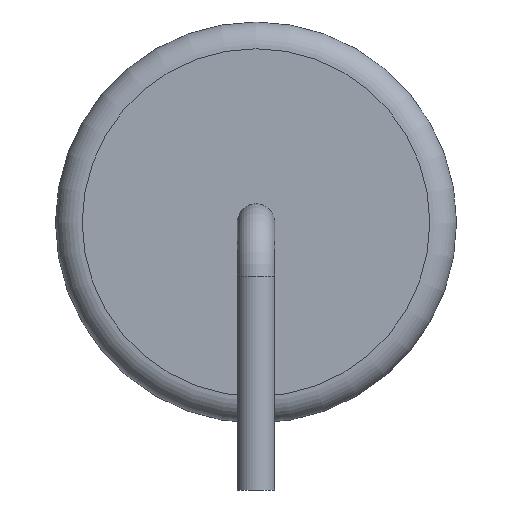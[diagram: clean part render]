
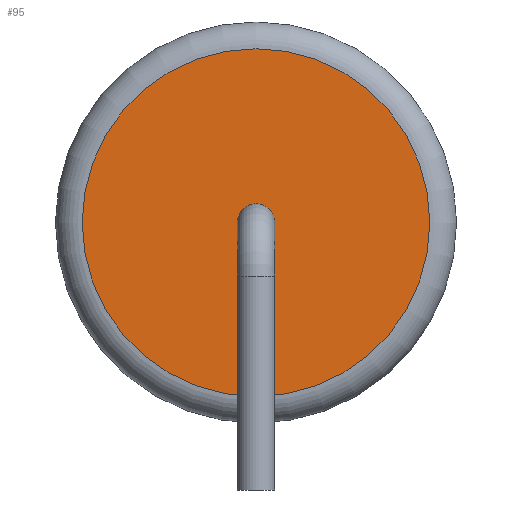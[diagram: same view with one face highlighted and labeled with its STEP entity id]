
A CAD part, front view. The second image highlights one B-rep face of the part: STEP entity #95.
In plain terms, the highlighted planar face has unit normal (0, -1, 0).
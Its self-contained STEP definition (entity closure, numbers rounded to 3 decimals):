
#73 = VERTEX_POINT('',#74);
#74 = CARTESIAN_POINT('',(0.,-12.05,8.3));
#84 = EDGE_CURVE('',#73,#73,#85,.T.);
#85 = CIRCLE('',#86,0.7);
#86 = AXIS2_PLACEMENT_3D('',#87,#88,#89);
#87 = CARTESIAN_POINT('',(0.,-12.05,7.6));
#88 = DIRECTION('',(0.,1.,0.));
#89 = DIRECTION('',(0.,0.,1.));
#95 = ADVANCED_FACE('',(#96,#107),#110,.T.);
#96 = FACE_BOUND('',#97,.T.);
#97 = EDGE_LOOP('',(#98));
#98 = ORIENTED_EDGE('',*,*,#99,.T.);
#99 = EDGE_CURVE('',#100,#100,#102,.T.);
#100 = VERTEX_POINT('',#101);
#101 = CARTESIAN_POINT('',(6.5,-12.05,7.6));
#102 = CIRCLE('',#103,6.5);
#103 = AXIS2_PLACEMENT_3D('',#104,#105,#106);
#104 = CARTESIAN_POINT('',(0.,-12.05,7.6));
#105 = DIRECTION('',(0.,-1.,0.));
#106 = DIRECTION('',(1.,0.,0.));
#107 = FACE_BOUND('',#108,.T.);
#108 = EDGE_LOOP('',(#109));
#109 = ORIENTED_EDGE('',*,*,#84,.T.);
#110 = PLANE('',#111);
#111 = AXIS2_PLACEMENT_3D('',#112,#113,#114);
#112 = CARTESIAN_POINT('',(0.,-12.05,7.6));
#113 = DIRECTION('',(0.,-1.,0.));
#114 = DIRECTION('',(1.,0.,0.));
